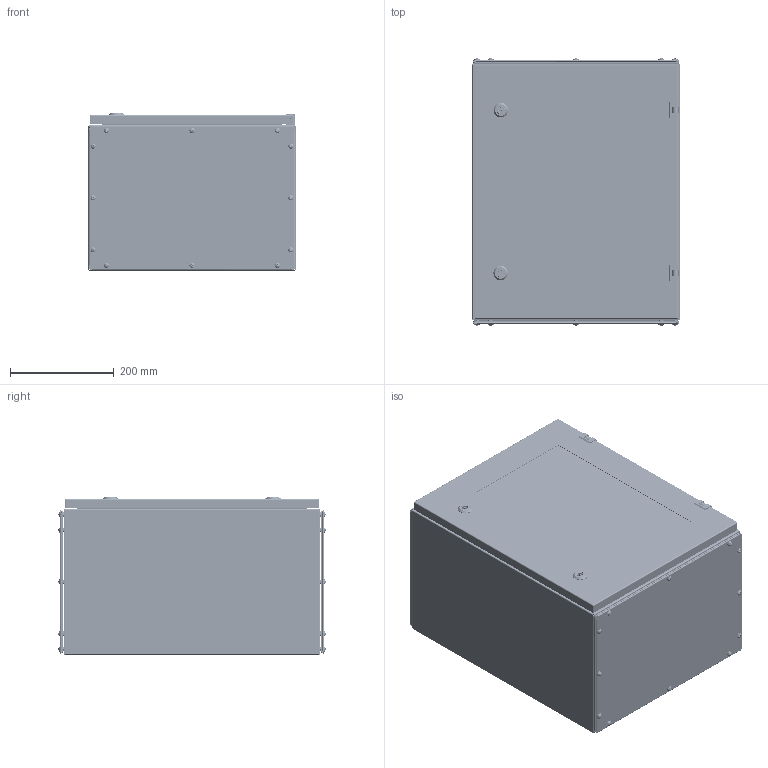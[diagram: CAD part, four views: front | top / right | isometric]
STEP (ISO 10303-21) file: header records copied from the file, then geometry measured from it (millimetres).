
FILE_DESCRIPTION (( 'STEP AP214' ), '1' );
FILE_NAME ('12.040.050.30.STEP', '2024-06-11T10:34:58', ( '' ), ( '' ), 'SwSTEP 2.0', 'SolidWorks 2021', '' );
FILE_SCHEMA (( 'AUTOMOTIVE_DESIGN' ));
Length unit declared in the file: millimetre
Products named in the file (29): 8SJ_MS705_0510.stp; Øïèëüêà ïðèâàðíàÿ Ì6õ15; 8SJ_S1B_0001.stp; Çàêëåïêà ðåçüáîâàÿ Ì5 øåñòèãðàííàÿ ñ óìåíüøåííûì áîðòîì; 8SJ_MS705_0760.stp; Êàðêàñ øêàôà W400H500D300; Ïåðåìû÷êà êàðêàñà W400; Çàêëåïêà ðåçüáîâàÿ Ì8 øåñòèãðàííàÿ ñ óìåíüøåííûì áîðòîì; 8SJ_MS705-1_0040.stp; 嵑謺麃 檐; Âèíò DIN 967 Ì5õ16 ñ ïîëóêðóãëîé ãîëîâêîé ñ êðåñòîîáðàçíûì øëèöåì; ﾄ粢鮱 W400H500; Øïèëüêà ïðèâàðíàÿ Ì6õ20; 8SJ_MS705_0010.stp; 417.450; 12.040.050.30; Ïðîêëàäêà êðûøêè W400D300; Áîëò Ì6õ10 ñ øåñòèãðàííîé ãîëîâêîé ñ ïðåññøàéáîé; Ñòåêëÿííàÿ äâåðü ÑÁ W400H500; 署赅 W400D300; 砑鳧罻 H500; SW6X8.stp; Øïèëüêà ïðèâàðíàÿ Ì6õ10; ﾇ瑟鶴 ﾀﾑ ms1000-3M.stp; 栺樏鋋 W400H500; Êîðïóñ øêàôà W400H500D300; Ãàéêà M6 DIN6923.step; 砑鳧罻 W400; Ãàñêåòèíã W400H500
Assembly tree (117 placements, depth 4):
  12.040.050.30
    Êàðêàñ øêàôà W400H500D300
      Êîðïóñ øêàôà W400H500D300
      Ïåðåìû÷êà êàðêàñà W400  x2
      Øïèëüêà ïðèâàðíàÿ Ì6õ15  x8
      Øïèëüêà ïðèâàðíàÿ Ì6õ20  x4
    署赅 W400D300  x2
    Ïðîêëàäêà êðûøêè W400D300  x2
    Ñòåêëÿííàÿ äâåðü ÑÁ W400H500
      ﾄ粢鮱 W400H500
      Ãàñêåòèíã W400H500
      ﾇ瑟鶴 ﾀﾑ ms1000-3M.stp  x2
        8SJ_MS705_0010.stp
        8SJ_MS705_0510.stp
        8SJ_MS705_0760.stp
        8SJ_S1B_0001.stp
        8SJ_MS705-1_0040.stp
        SW6X8.stp
      Øïèëüêà ïðèâàðíàÿ Ì6õ10  x10
      栺樏鋋 W400H500
      Ãàéêà M6 DIN6923.step  x10
      砑鳧罻 H500  x2
      砑鳧罻 W400  x2
    嵑謺麃 檐  x2
    Áîëò Ì6õ10 ñ øåñòèãðàííîé ãîëîâêîé ñ ïðåññøàéáîé  x2
    Çàêëåïêà ðåçüáîâàÿ Ì5 øåñòèãðàííàÿ ñ óìåíüøåííûì áîðòîì  x24
    Âèíò DIN 967 Ì5õ16 ñ ïîëóêðóãëîé ãîëîâêîé ñ êðåñòîîáðàçíûì øëèöåì  x24
    Çàêëåïêà ðåçüáîâàÿ Ì8 øåñòèãðàííàÿ ñ óìåíüøåííûì áîðòîì  x4
    417.450
    Ãàéêà M6 DIN6923.step  x4
Bounding box: 400 x 515.17 x 304.65 mm (x, y, z)
Volume: 2012232.1 mm3; surface area: 2847152.9 mm2
Topology: 117 solids, 129 shells, 6321 faces, 15947 edges, 9924 vertices
Faces by surface type: plane 2543, cylinder 2131, bspline 711, cone 432, torus 344, sphere 160
Entity records: 87948 total; most frequent: CARTESIAN_POINT 43671, ORIENTED_EDGE 9452, DIRECTION 7907, EDGE_CURVE 4732, VERTEX_POINT 2911, AXIS2_PLACEMENT_3D 2660, VECTOR 2587, LINE 2587
